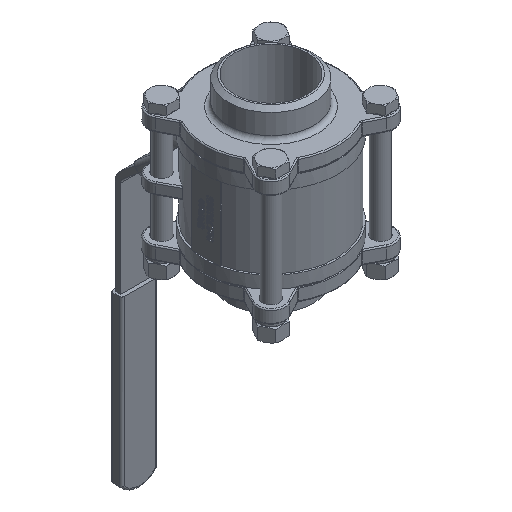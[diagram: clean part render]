
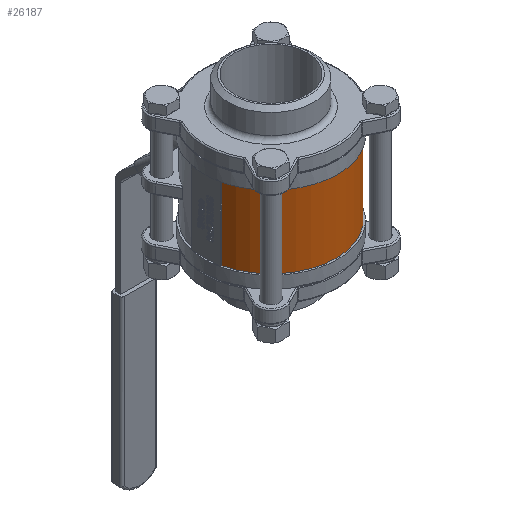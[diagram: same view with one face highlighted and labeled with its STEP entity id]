
A CAD part, isometric view. The second image highlights one B-rep face of the part: STEP entity #26187.
In plain terms, the highlighted cylindrical face has radius 58.5 mm (diameter 117 mm), a partial arc.
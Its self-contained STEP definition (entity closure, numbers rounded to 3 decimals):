
#4023=LINE('',#48301,#5963);
#4025=LINE('',#48306,#5965);
#5963=VECTOR('',#32789,66.1);
#5965=VECTOR('',#32793,66.1);
#6202=CYLINDRICAL_SURFACE('',#27792,58.5);
#7914=FACE_OUTER_BOUND('',#9508,.T.);
#9508=EDGE_LOOP('',(#23281,#23282,#23283,#23284));
#10105=CIRCLE('',#27746,58.5);
#10109=CIRCLE('',#27757,58.5);
#12434=VERTEX_POINT('',#48297);
#12435=VERTEX_POINT('',#48299);
#12436=VERTEX_POINT('',#48303);
#12437=VERTEX_POINT('',#48305);
#16015=EDGE_CURVE('',#12434,#12435,#4023,.T.);
#16017=EDGE_CURVE('',#12437,#12436,#4025,.T.);
#16029=EDGE_CURVE('',#12434,#12436,#10105,.T.);
#16050=EDGE_CURVE('',#12437,#12435,#10109,.T.);
#23281=ORIENTED_EDGE('',*,*,#16017,.T.);
#23282=ORIENTED_EDGE('',*,*,#16029,.F.);
#23283=ORIENTED_EDGE('',*,*,#16015,.T.);
#23284=ORIENTED_EDGE('',*,*,#16050,.F.);
#26187=ADVANCED_FACE('',(#7914),#6202,.T.);
#27746=AXIS2_PLACEMENT_3D('',#48328,#32815,#32816);
#27757=AXIS2_PLACEMENT_3D('',#48411,#32848,#32849);
#27792=AXIS2_PLACEMENT_3D('',#48465,#32927,#32928);
#32789=DIRECTION('',(0.,0.,1.));
#32793=DIRECTION('',(0.,0.,-1.));
#32815=DIRECTION('center_axis',(0.,0.,-1.));
#32816=DIRECTION('ref_axis',(-1.,0.,0.));
#32848=DIRECTION('center_axis',(0.,0.,1.));
#32849=DIRECTION('ref_axis',(-1.,0.,0.));
#32927=DIRECTION('center_axis',(0.,0.,1.));
#32928=DIRECTION('ref_axis',(1.,0.,0.));
#48297=CARTESIAN_POINT('',(57.037,-13.,-33.05));
#48299=CARTESIAN_POINT('',(57.037,-13.,33.05));
#48301=CARTESIAN_POINT('',(57.037,-13.,0.));
#48303=CARTESIAN_POINT('',(-57.037,-13.,-33.05));
#48305=CARTESIAN_POINT('',(-57.037,-13.,33.05));
#48306=CARTESIAN_POINT('',(-57.037,-13.,0.));
#48328=CARTESIAN_POINT('Origin',(0.,0.,-33.05));
#48411=CARTESIAN_POINT('Origin',(0.,0.,33.05));
#48465=CARTESIAN_POINT('Origin',(0.,0.,0.));
